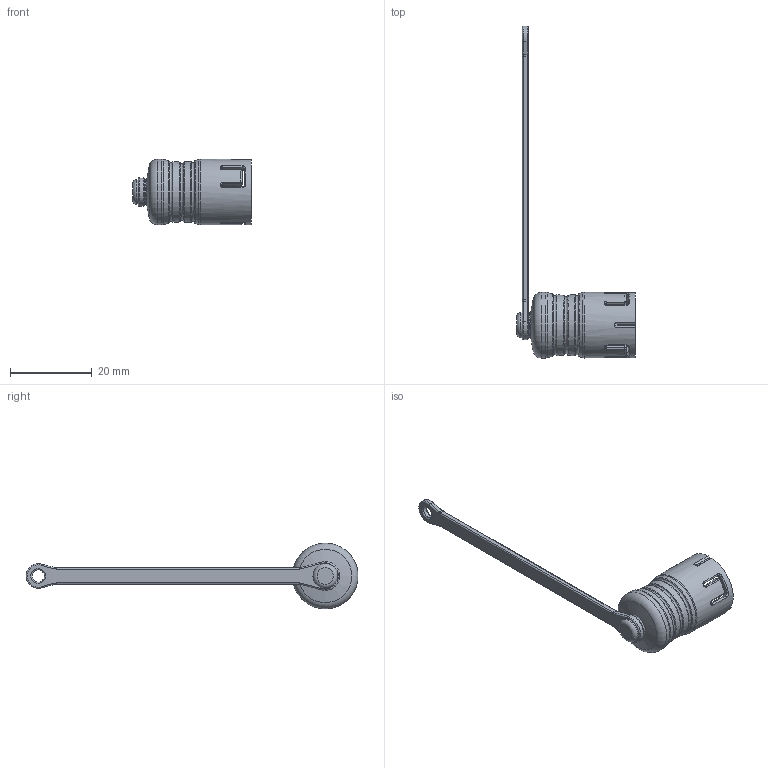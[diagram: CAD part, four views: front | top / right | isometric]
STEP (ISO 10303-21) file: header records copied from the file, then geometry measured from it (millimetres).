
FILE_DESCRIPTION(/* description */ (''),/* implementation_level */ '2;1');
FILE_NAME(/* name */ '08-2567-000-000-001_00.stp',/* time_stamp */ '2023-05-03T11:38:20+02:00',/* author */ (''),/* organization */ (''),/* preprocessor_version */ 'ST-DEVELOPER v16',/* originating_system */ 'SIEMENS PLM Software NX 11.0',/* authorisation */ '');
FILE_SCHEMA (('AUTOMOTIVE_DESIGN { 1 0 10303 214 3 1 1 1 }'));
Length unit declared in the file: millimetre
Products named in the file (1): atoc183847192j9z
Bounding box: 29 x 80.99 x 16 mm (x, y, z)
Volume: 3226.6 mm3; surface area: 3235.6 mm2
Topology: 1 solids, 1 shells, 212 faces, 517 edges, 304 vertices
Faces by surface type: cylinder 73, torus 58, plane 44, bspline 21, cone 10, sphere 6
Full cylindrical faces by diameter (mm): 3 x1, 6 x2, 8.1 x1, 11.5 x1, 16 x2
Entity records: 7488 total; most frequent: CARTESIAN_POINT 2561, DIRECTION 964, ORIENTED_EDGE 940, EDGE_CURVE 470, AXIS2_PLACEMENT_3D 407, VERTEX_POINT 293, EDGE_LOOP 253, ADVANCED_FACE 212
